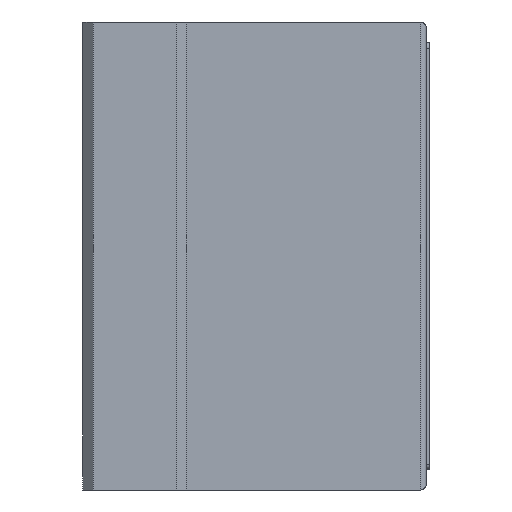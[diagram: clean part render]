
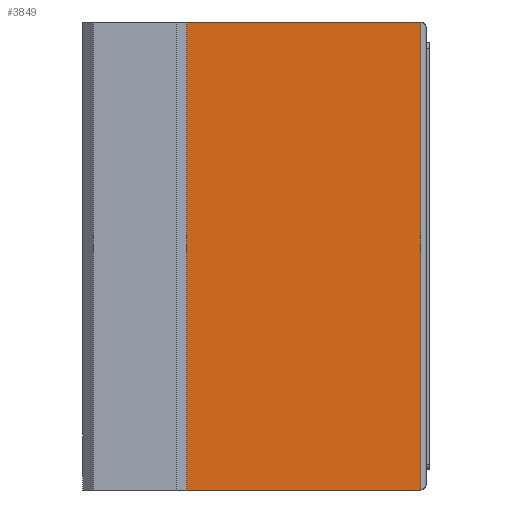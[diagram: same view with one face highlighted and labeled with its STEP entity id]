
A CAD part, left-side view. The second image highlights one B-rep face of the part: STEP entity #3849.
In plain terms, the highlighted planar face has unit normal (-1, 0, 0).
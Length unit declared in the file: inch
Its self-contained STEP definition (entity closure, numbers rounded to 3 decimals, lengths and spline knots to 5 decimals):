
#256 = ORIENTED_EDGE ( 'NONE', *, *, #3879, .T. ) ;
#292 = CARTESIAN_POINT ( 'NONE',  ( -0.84646, 0.3937, 0. ) ) ;
#295 = VECTOR ( 'NONE', #5103, 39.37008 ) ;
#358 = DIRECTION ( 'NONE',  ( 0., 0., 1. ) ) ;
#572 = CARTESIAN_POINT ( 'NONE',  ( -0.84646, -0.49213, 0. ) ) ;
#595 = LINE ( 'NONE', #1848, #295 ) ;
#614 = VECTOR ( 'NONE', #358, 39.37008 ) ;
#1111 = DIRECTION ( 'NONE',  ( -1., 0., 0. ) ) ;
#1129 = EDGE_CURVE ( 'NONE', #1938, #4937, #5185, .T. ) ;
#1156 = ORIENTED_EDGE ( 'NONE', *, *, #1842, .F. ) ;
#1434 = CARTESIAN_POINT ( 'NONE',  ( -0.84646, 0.43307, 1.77165 ) ) ;
#1476 = ORIENTED_EDGE ( 'NONE', *, *, #1129, .T. ) ;
#1652 = CARTESIAN_POINT ( 'NONE',  ( -0.84646, 0.3937, 1.77165 ) ) ;
#1716 = AXIS2_PLACEMENT_3D ( 'NONE', #1434, #1111, #3070 ) ;
#1842 = EDGE_CURVE ( 'NONE', #1938, #4322, #3135, .T. ) ;
#1848 = CARTESIAN_POINT ( 'NONE',  ( -0.84646, 0.43307, 1.77165 ) ) ;
#1880 = EDGE_CURVE ( 'NONE', #2694, #4322, #2812, .T. ) ;
#1938 = VERTEX_POINT ( 'NONE', #572 ) ;
#2363 = CARTESIAN_POINT ( 'NONE',  ( -0.84646, -0.49213, 1.77165 ) ) ;
#2499 = ORIENTED_EDGE ( 'NONE', *, *, #1880, .T. ) ;
#2578 = EDGE_LOOP ( 'NONE', ( #256, #2499, #1156, #1476 ) ) ;
#2694 = VERTEX_POINT ( 'NONE', #1652 ) ;
#2812 = LINE ( 'NONE', #292, #3341 ) ;
#3070 = DIRECTION ( 'NONE',  ( 0., -1., 0. ) ) ;
#3135 = LINE ( 'NONE', #3509, #4712 ) ;
#3215 = DIRECTION ( 'NONE',  ( 0., 0., -1. ) ) ;
#3219 = CARTESIAN_POINT ( 'NONE',  ( -0.84646, 0.3937, 0. ) ) ;
#3341 = VECTOR ( 'NONE', #3215, 39.37008 ) ;
#3440 = CARTESIAN_POINT ( 'NONE',  ( -0.84646, -0.49213, 1.77165 ) ) ;
#3509 = CARTESIAN_POINT ( 'NONE',  ( -0.84646, 0.43307, 0. ) ) ;
#3559 = DIRECTION ( 'NONE',  ( 0., 1., 0. ) ) ;
#3849 = ADVANCED_FACE ( 'NONE', ( #4329 ), #3913, .T. ) ;
#3879 = EDGE_CURVE ( 'NONE', #4937, #2694, #595, .T. ) ;
#3913 = PLANE ( 'NONE',  #1716 ) ;
#4322 = VERTEX_POINT ( 'NONE', #3219 ) ;
#4329 = FACE_OUTER_BOUND ( 'NONE', #2578, .T. ) ;
#4712 = VECTOR ( 'NONE', #3559, 39.37008 ) ;
#4937 = VERTEX_POINT ( 'NONE', #3440 ) ;
#5103 = DIRECTION ( 'NONE',  ( 0., 1., 0. ) ) ;
#5185 = LINE ( 'NONE', #2363, #614 ) ;
